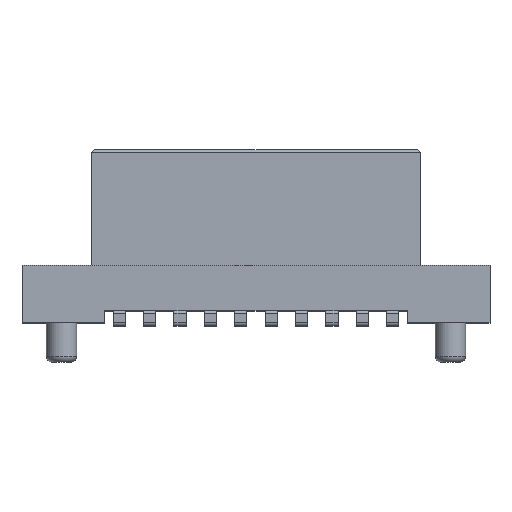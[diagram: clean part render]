
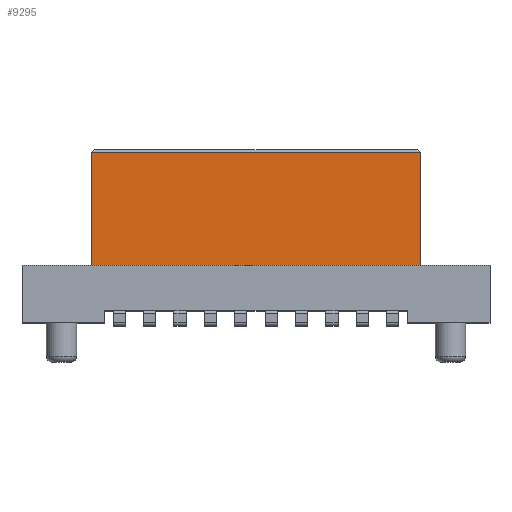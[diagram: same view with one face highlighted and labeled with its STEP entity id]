
A CAD part, top view. The second image highlights one B-rep face of the part: STEP entity #9295.
In plain terms, the highlighted planar face has unit normal (0, 0, 1).
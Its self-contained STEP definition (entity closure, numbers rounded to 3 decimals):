
#33=DIRECTION('',(1.,0.,0.));
#34=VECTOR('',#33,5.4);
#35=CARTESIAN_POINT('',(-2.7,0.95,1.275));
#36=LINE('',#35,#34);
#3373=DIRECTION('',(1.,0.,0.));
#3374=VECTOR('',#3373,5.4);
#3375=CARTESIAN_POINT('',(-2.7,2.8,1.275));
#3376=LINE('',#3375,#3374);
#3377=DIRECTION('',(0.,1.,0.));
#3378=VECTOR('',#3377,1.85);
#3379=CARTESIAN_POINT('',(-2.7,0.95,1.275));
#3380=LINE('',#3379,#3378);
#3385=DIRECTION('',(0.,1.,0.));
#3386=VECTOR('',#3385,1.85);
#3387=CARTESIAN_POINT('',(2.7,0.95,1.275));
#3388=LINE('',#3387,#3386);
#4257=CARTESIAN_POINT('',(-2.7,0.95,1.275));
#4258=CARTESIAN_POINT('',(2.7,0.95,1.275));
#4259=VERTEX_POINT('',#4257);
#4260=VERTEX_POINT('',#4258);
#4289=CARTESIAN_POINT('',(2.7,2.8,1.275));
#4290=VERTEX_POINT('',#4289);
#4293=CARTESIAN_POINT('',(-2.7,2.8,1.275));
#4294=VERTEX_POINT('',#4293);
#9283=CARTESIAN_POINT('',(-2.7,0.95,1.275));
#9284=DIRECTION('',(0.,0.,1.));
#9285=DIRECTION('',(1.,0.,0.));
#9286=AXIS2_PLACEMENT_3D('',#9283,#9284,#9285);
#9287=PLANE('',#9286);
#9288=ORIENTED_EDGE('',*,*,#9274,.T.);
#9290=ORIENTED_EDGE('',*,*,#9289,.F.);
#9291=ORIENTED_EDGE('',*,*,#4482,.F.);
#9292=ORIENTED_EDGE('',*,*,#9249,.T.);
#9293=EDGE_LOOP('',(#9288,#9290,#9291,#9292));
#9294=FACE_OUTER_BOUND('',#9293,.F.);
#4482=EDGE_CURVE('',#4259,#4260,#36,.T.);
#9249=EDGE_CURVE('',#4259,#4294,#3380,.T.);
#9274=EDGE_CURVE('',#4294,#4290,#3376,.T.);
#9289=EDGE_CURVE('',#4260,#4290,#3388,.T.);
#9295=ADVANCED_FACE('',(#9294),#9287,.T.);
